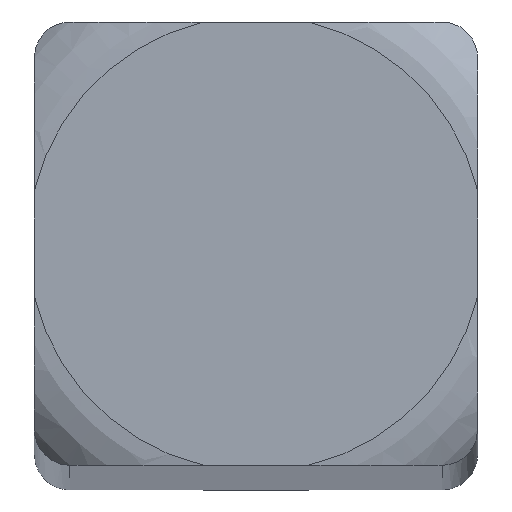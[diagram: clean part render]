
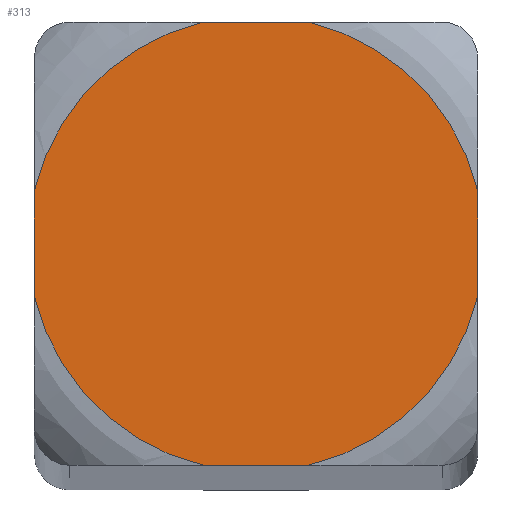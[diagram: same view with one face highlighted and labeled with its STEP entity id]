
A CAD part, top view. The second image highlights one B-rep face of the part: STEP entity #313.
In plain terms, the highlighted planar face has unit normal (0, 0, 1).
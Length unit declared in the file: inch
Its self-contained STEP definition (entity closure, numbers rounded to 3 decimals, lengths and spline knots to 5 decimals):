
#15=CIRCLE('',#350,0.06425);
#16=CIRCLE('',#352,0.06425);
#17=CIRCLE('',#354,0.06425);
#18=CIRCLE('',#355,0.06425);
#39=FACE_OUTER_BOUND('',#57,.T.);
#57=EDGE_LOOP('',(#227,#228,#229,#230,#231,#232,#233,#234));
#95=LINE('',#447,#111);
#100=LINE('',#567,#116);
#101=LINE('',#570,#117);
#102=LINE('',#572,#118);
#111=VECTOR('',#377,0.02975);
#116=VECTOR('',#394,0.02975);
#117=VECTOR('',#397,0.02975);
#118=VECTOR('',#398,0.02975);
#127=VERTEX_POINT('',#445);
#128=VERTEX_POINT('',#446);
#137=VERTEX_POINT('',#526);
#139=VERTEX_POINT('',#556);
#140=VERTEX_POINT('',#565);
#141=VERTEX_POINT('',#566);
#142=VERTEX_POINT('',#568);
#143=VERTEX_POINT('',#571);
#159=EDGE_CURVE('',#127,#128,#95,.T.);
#171=EDGE_CURVE('',#128,#137,#15,.T.);
#173=EDGE_CURVE('',#139,#127,#16,.T.);
#175=EDGE_CURVE('',#140,#141,#100,.T.);
#176=EDGE_CURVE('',#141,#142,#17,.T.);
#177=EDGE_CURVE('',#142,#139,#101,.T.);
#178=EDGE_CURVE('',#137,#143,#102,.T.);
#179=EDGE_CURVE('',#143,#140,#18,.T.);
#227=ORIENTED_EDGE('',*,*,#175,.T.);
#228=ORIENTED_EDGE('',*,*,#176,.T.);
#229=ORIENTED_EDGE('',*,*,#177,.T.);
#230=ORIENTED_EDGE('',*,*,#173,.T.);
#231=ORIENTED_EDGE('',*,*,#159,.T.);
#232=ORIENTED_EDGE('',*,*,#171,.T.);
#233=ORIENTED_EDGE('',*,*,#178,.T.);
#234=ORIENTED_EDGE('',*,*,#179,.T.);
#304=PLANE('',#353);
#313=ADVANCED_FACE('',(#39),#304,.F.);
#350=AXIS2_PLACEMENT_3D('',#533,#386,#387);
#352=AXIS2_PLACEMENT_3D('',#557,#390,#391);
#353=AXIS2_PLACEMENT_3D('',#564,#392,#393);
#354=AXIS2_PLACEMENT_3D('',#569,#395,#396);
#355=AXIS2_PLACEMENT_3D('',#573,#399,#400);
#377=DIRECTION('',(0.,1.,0.));
#386=DIRECTION('center_axis',(0.,0.,1.));
#387=DIRECTION('ref_axis',(1.,0.,0.));
#390=DIRECTION('center_axis',(0.,0.,1.));
#391=DIRECTION('ref_axis',(1.,0.,0.));
#392=DIRECTION('center_axis',(0.,0.,-1.));
#393=DIRECTION('ref_axis',(-1.,0.,0.));
#394=DIRECTION('',(0.,-1.,0.));
#395=DIRECTION('center_axis',(0.,0.,1.));
#396=DIRECTION('ref_axis',(1.,0.,0.));
#397=DIRECTION('',(1.,0.,0.));
#398=DIRECTION('',(-1.,0.,0.));
#399=DIRECTION('center_axis',(0.,0.,1.));
#400=DIRECTION('ref_axis',(1.,0.,0.));
#445=CARTESIAN_POINT('',(0.0625,-0.01488,2.));
#446=CARTESIAN_POINT('',(0.0625,0.01488,2.));
#447=CARTESIAN_POINT('',(0.0625,-0.01488,2.));
#526=CARTESIAN_POINT('',(0.01488,0.0625,2.));
#533=CARTESIAN_POINT('Origin',(0.,0.,2.));
#556=CARTESIAN_POINT('',(0.01488,-0.0625,2.));
#557=CARTESIAN_POINT('Origin',(0.,0.,2.));
#564=CARTESIAN_POINT('Origin',(-0.0625,0.0625,2.));
#565=CARTESIAN_POINT('',(-0.0625,0.01488,2.));
#566=CARTESIAN_POINT('',(-0.0625,-0.01488,2.));
#567=CARTESIAN_POINT('',(-0.0625,0.01488,2.));
#568=CARTESIAN_POINT('',(-0.01488,-0.0625,2.));
#569=CARTESIAN_POINT('Origin',(0.,0.,2.));
#570=CARTESIAN_POINT('',(-0.01488,-0.0625,2.));
#571=CARTESIAN_POINT('',(-0.01488,0.0625,2.));
#572=CARTESIAN_POINT('',(0.01488,0.0625,2.));
#573=CARTESIAN_POINT('Origin',(0.,0.,2.));
